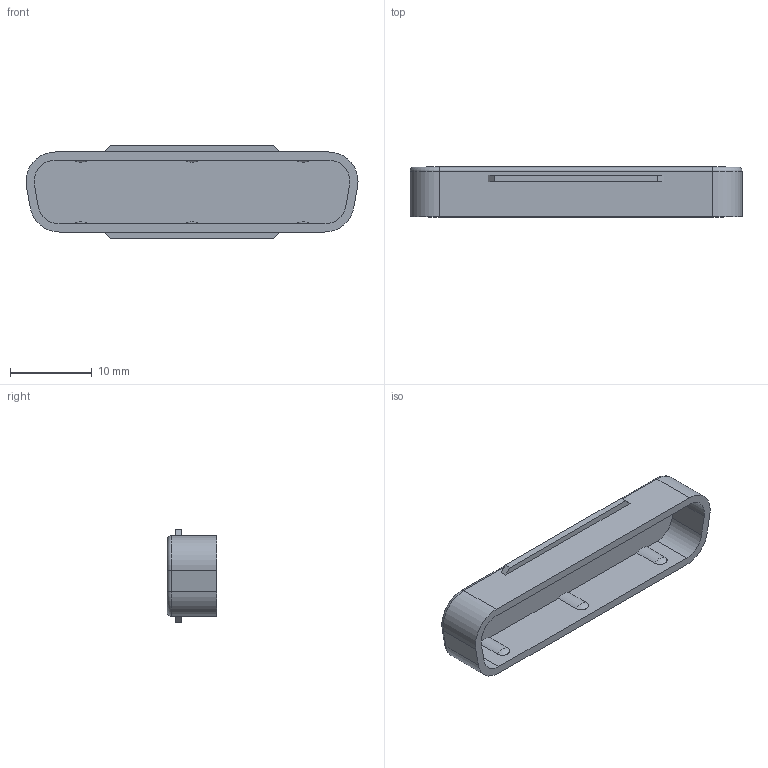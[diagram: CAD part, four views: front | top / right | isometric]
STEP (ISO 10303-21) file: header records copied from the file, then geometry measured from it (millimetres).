
FILE_DESCRIPTION( ( 'Unknown' ), '1' );
FILE_NAME( '726181102.stp', 'Unknown', ( 'Unknown' ), ( 'Unknown' ), 'PSStep 19.0.9', 'Unknown', ' ' );
FILE_SCHEMA( ( 'AUTOMOTIVE_DESIGN { 1 0 10303 214 1 1 1 1 }' ) );
Length unit declared in the file: millimetre
Products named in the file (1): 1
Bounding box: 40.6 x 6.1 x 11.3 mm (x, y, z)
Volume: 871.3 mm3; surface area: 1826.9 mm2
Topology: 1 solids, 1 shells, 49 faces, 124 edges, 80 vertices
Faces by surface type: plane 21, cylinder 18, bspline 6, torus 4
Entity records: 2026 total; most frequent: CARTESIAN_POINT 434, ORIENTED_EDGE 248, DIRECTION 246, EDGE_CURVE 124, AXIS2_PLACEMENT_3D 84, VERTEX_POINT 80, LINE 78, VECTOR 78
